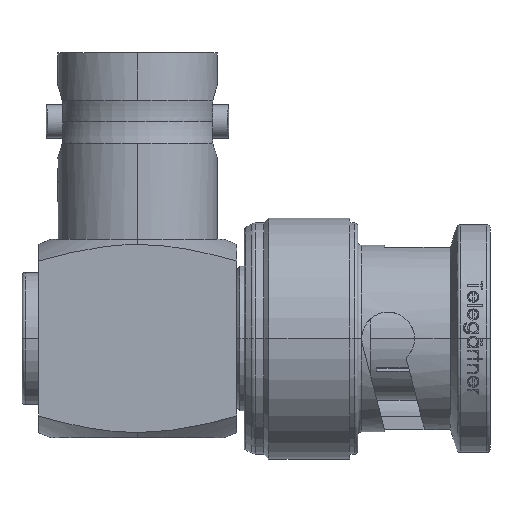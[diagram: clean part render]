
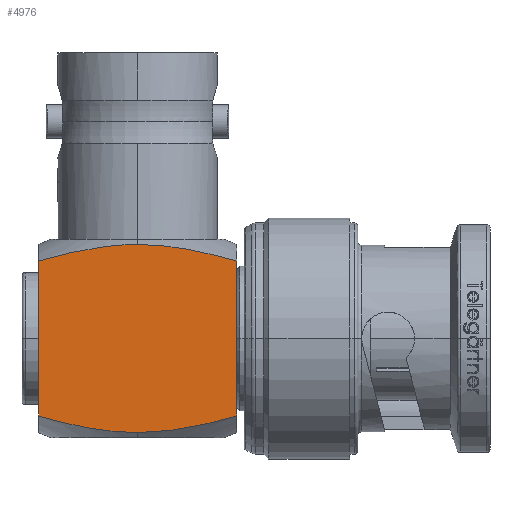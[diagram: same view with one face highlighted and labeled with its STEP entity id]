
A CAD part, left-side view. The second image highlights one B-rep face of the part: STEP entity #4976.
In plain terms, the highlighted planar face has unit normal (-1, 0, 0).
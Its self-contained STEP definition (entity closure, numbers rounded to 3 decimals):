
#282 = B_SPLINE_CURVE_WITH_KNOTS ( 'NONE', 3,
 ( #18489, #18490, #18491, #18492, #18493, #18494 ),
 .UNSPECIFIED., .F., .F.,
 ( 4, 2, 4 ),
 ( 0.006, 0.009, 0.012 ),
 .UNSPECIFIED. ) ;
#290 = B_SPLINE_CURVE_WITH_KNOTS ( 'NONE', 3,
 ( #7870, #7871, #7872, #7873, #7874, #7875 ),
 .UNSPECIFIED., .F., .F.,
 ( 4, 2, 4 ),
 ( 0.025, 0.028, 0.031 ),
 .UNSPECIFIED. ) ;
#1035 = B_SPLINE_CURVE_WITH_KNOTS ( 'NONE', 3,
 ( #3752, #3753, #3754, #3755, #3756, #3757, #3758, #3759 ),
 .UNSPECIFIED., .F., .F.,
 ( 4, 2, 2, 4 ),
 ( 0.019, 0.022, 0.023, 0.025 ),
 .UNSPECIFIED. ) ;
#1192 = VECTOR ( 'NONE', #7099, 1000. ) ;
#1194 = VECTOR ( 'NONE', #7102, 1000. ) ;
#1612 = B_SPLINE_CURVE_WITH_KNOTS ( 'NONE', 3,
 ( #5351, #5352, #5353, #5354, #5355, #5356, #5357, #5358 ),
 .UNSPECIFIED., .F., .F.,
 ( 4, 2, 2, 4 ),
 ( 0.012, 0.014, 0.015, 0.018 ),
 .UNSPECIFIED. ) ;
#3752 = CARTESIAN_POINT ( 'NONE',  ( -6., 6., -21.993 ) ) ;
#3753 = CARTESIAN_POINT ( 'NONE',  ( -6., 5.027, -22.271 ) ) ;
#3754 = CARTESIAN_POINT ( 'NONE',  ( -6., 4.045, -22.52 ) ) ;
#3755 = CARTESIAN_POINT ( 'NONE',  ( -6., 2.537, -22.795 ) ) ;
#3756 = CARTESIAN_POINT ( 'NONE',  ( -6., 2.027, -22.87 ) ) ;
#3757 = CARTESIAN_POINT ( 'NONE',  ( -6., 1.011, -22.971 ) ) ;
#3758 = CARTESIAN_POINT ( 'NONE',  ( -6., 0.505, -22.997 ) ) ;
#3759 = CARTESIAN_POINT ( 'NONE',  ( -6., 0., -22.997 ) ) ;
#4574 = ORIENTED_EDGE ( 'NONE', *, *, #7558, .F. ) ;
#4575 = ORIENTED_EDGE ( 'NONE', *, *, #9724, .T. ) ;
#4576 = ORIENTED_EDGE ( 'NONE', *, *, #7559, .F. ) ;
#4577 = ORIENTED_EDGE ( 'NONE', *, *, #7538, .T. ) ;
#4579 = ORIENTED_EDGE ( 'NONE', *, *, #13102, .T. ) ;
#4580 = ORIENTED_EDGE ( 'NONE', *, *, #7571, .T. ) ;
#4976 = ADVANCED_FACE ( 'NONE', ( #16817 ), #15544, .T. ) ;
#5351 = CARTESIAN_POINT ( 'NONE',  ( -6., 0., -11.603 ) ) ;
#5352 = CARTESIAN_POINT ( 'NONE',  ( -6., 0.505, -11.603 ) ) ;
#5353 = CARTESIAN_POINT ( 'NONE',  ( -6., 1.011, -11.629 ) ) ;
#5354 = CARTESIAN_POINT ( 'NONE',  ( -6., 2.027, -11.73 ) ) ;
#5355 = CARTESIAN_POINT ( 'NONE',  ( -6., 2.537, -11.805 ) ) ;
#5356 = CARTESIAN_POINT ( 'NONE',  ( -6., 4.045, -12.08 ) ) ;
#5357 = CARTESIAN_POINT ( 'NONE',  ( -6., 5.027, -12.329 ) ) ;
#5358 = CARTESIAN_POINT ( 'NONE',  ( -6., 6., -12.607 ) ) ;
#5734 = VERTEX_POINT ( 'NONE', #18075 ) ;
#5805 = VERTEX_POINT ( 'NONE', #18176 ) ;
#7097 = CARTESIAN_POINT ( 'NONE',  ( -6., -6., -23.3 ) ) ;
#7099 = DIRECTION ( 'NONE',  ( 0., 0., -1. ) ) ;
#7101 = CARTESIAN_POINT ( 'NONE',  ( -6., 6., -11.3 ) ) ;
#7102 = DIRECTION ( 'NONE',  ( 0., 0., 1. ) ) ;
#7538 = EDGE_CURVE ( 'NONE', #18843, #14349, #282, .T. ) ;
#7558 = EDGE_CURVE ( 'NONE', #18843, #18813, #13806, .T. ) ;
#7559 = EDGE_CURVE ( 'NONE', #5805, #5734, #13807, .T. ) ;
#7571 = EDGE_CURVE ( 'NONE', #14325, #18813, #290, .T. ) ;
#7870 = CARTESIAN_POINT ( 'NONE',  ( -6., 0., -22.997 ) ) ;
#7871 = CARTESIAN_POINT ( 'NONE',  ( -6., -1.012, -22.997 ) ) ;
#7872 = CARTESIAN_POINT ( 'NONE',  ( -6., -2.018, -22.889 ) ) ;
#7873 = CARTESIAN_POINT ( 'NONE',  ( -6., -4.019, -22.526 ) ) ;
#7874 = CARTESIAN_POINT ( 'NONE',  ( -6., -5.016, -22.274 ) ) ;
#7875 = CARTESIAN_POINT ( 'NONE',  ( -6., -6., -21.993 ) ) ;
#9593 = EDGE_LOOP ( 'NONE', ( #4574, #4577, #4575, #4576, #4579, #4580 ) ) ;
#9724 = EDGE_CURVE ( 'NONE', #14349, #5734, #1612, .T. ) ;
#13102 = EDGE_CURVE ( 'NONE', #5805, #14325, #1035, .T. ) ;
#13806 = LINE ( 'NONE', #7097, #1192 ) ;
#13807 = LINE ( 'NONE', #7101, #1194 ) ;
#14325 = VERTEX_POINT ( 'NONE', #19355 ) ;
#14349 = VERTEX_POINT ( 'NONE', #19379 ) ;
#15544 = PLANE ( 'NONE',  #16760 ) ;
#15545 = CARTESIAN_POINT ( 'NONE',  ( -6., -6., -23.3 ) ) ;
#15546 = DIRECTION ( 'NONE',  ( -1., 0., 0. ) ) ;
#15547 = DIRECTION ( 'NONE',  ( 0., 0., 1. ) ) ;
#16760 = AXIS2_PLACEMENT_3D ( 'NONE', #15545, #15546, #15547 ) ;
#16817 = FACE_OUTER_BOUND ( 'NONE', #9593, .T. ) ;
#18075 = CARTESIAN_POINT ( 'NONE',  ( -6., 6., -12.607 ) ) ;
#18176 = CARTESIAN_POINT ( 'NONE',  ( -6., 6., -21.993 ) ) ;
#18489 = CARTESIAN_POINT ( 'NONE',  ( -6., -6., -12.607 ) ) ;
#18490 = CARTESIAN_POINT ( 'NONE',  ( -6., -5.016, -12.326 ) ) ;
#18491 = CARTESIAN_POINT ( 'NONE',  ( -6., -4.019, -12.074 ) ) ;
#18492 = CARTESIAN_POINT ( 'NONE',  ( -6., -2.018, -11.711 ) ) ;
#18493 = CARTESIAN_POINT ( 'NONE',  ( -6., -1.012, -11.603 ) ) ;
#18494 = CARTESIAN_POINT ( 'NONE',  ( -6., 0., -11.603 ) ) ;
#18813 = VERTEX_POINT ( 'NONE', #19501 ) ;
#18843 = VERTEX_POINT ( 'NONE', #19531 ) ;
#19355 = CARTESIAN_POINT ( 'NONE',  ( -6., 0., -22.997 ) ) ;
#19379 = CARTESIAN_POINT ( 'NONE',  ( -6., 0., -11.603 ) ) ;
#19501 = CARTESIAN_POINT ( 'NONE',  ( -6., -6., -21.993 ) ) ;
#19531 = CARTESIAN_POINT ( 'NONE',  ( -6., -6., -12.607 ) ) ;
